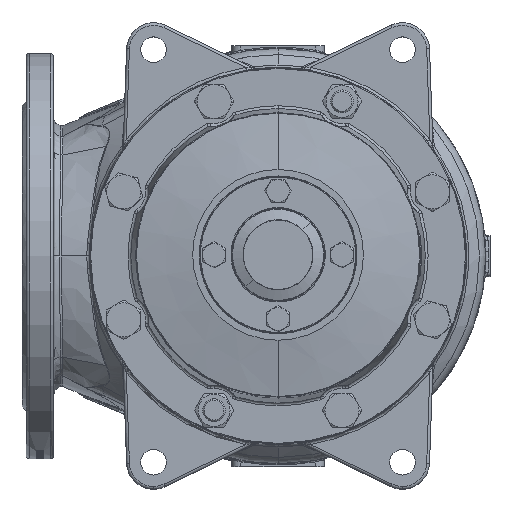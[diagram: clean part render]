
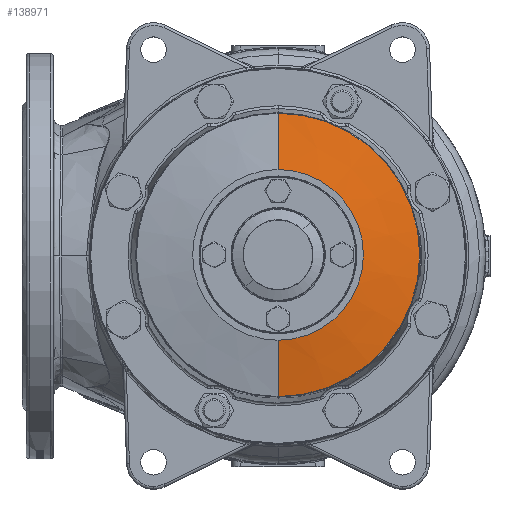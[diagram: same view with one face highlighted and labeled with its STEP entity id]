
A CAD part, top view. The second image highlights one B-rep face of the part: STEP entity #138971.
In plain terms, the highlighted conical face has half-angle 80 degrees and reference radius 60 mm.
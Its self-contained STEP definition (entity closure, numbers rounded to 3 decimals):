
#138184=CARTESIAN_POINT('',(0.,99.587,530.52));
#138185=VERTEX_POINT('',#138184);
#138193=CARTESIAN_POINT('',(0.,-99.587,530.52));
#138194=VERTEX_POINT('',#138193);
#138195=CARTESIAN_POINT('',(0.,0.,530.52));
#138196=DIRECTION('',(0.,0.,1.));
#138197=DIRECTION('',(0.,-1.,0.));
#138198=AXIS2_PLACEMENT_3D('',#138195,#138196,#138197);
#138199=CIRCLE('',#138198,99.587);
#138200=EDGE_CURVE('NONE',#138194,#138185,#138199,.T.);
#138940=CARTESIAN_POINT('',(0.,0.,537.5));
#138941=DIRECTION('',(0.,0.,-1.));
#138942=DIRECTION('',(0.,1.,0.));
#138943=AXIS2_PLACEMENT_3D('',#138940,#138941,#138942);
#138944=CONICAL_SURFACE('',#138943,60.,80.);
#138945=CARTESIAN_POINT('',(-0.,60.,537.5));
#138946=VERTEX_POINT('',#138945);
#138947=CARTESIAN_POINT('',(0.,-60.,537.5));
#138948=VERTEX_POINT('',#138947);
#138949=CARTESIAN_POINT('',(0.,0.,537.5));
#138950=DIRECTION('',(0.,0.,-1.));
#138951=DIRECTION('',(0.,1.,0.));
#138952=AXIS2_PLACEMENT_3D('',#138949,#138950,#138951);
#138953=CIRCLE('',#138952,60.);
#138954=EDGE_CURVE('NONE',#138946,#138948,#138953,.T.);
#138955=ORIENTED_EDGE('',*,*,#138954,.T.);
#138956=CARTESIAN_POINT('',(-0.,-60.,537.5));
#138957=DIRECTION('',(-0.,-0.985,-0.174));
#138958=VECTOR('',#138957,40.198);
#138959=LINE('',#138956,#138958);
#138960=EDGE_CURVE('NONE',#138948,#138194,#138959,.T.);
#138961=ORIENTED_EDGE('',*,*,#138960,.T.);
#138962=ORIENTED_EDGE('',*,*,#138200,.T.);
#138963=CARTESIAN_POINT('',(-0.,60.,537.5));
#138964=DIRECTION('',(-0.,0.985,-0.174));
#138965=VECTOR('',#138964,40.198);
#138966=LINE('',#138963,#138965);
#138967=EDGE_CURVE('NONE',#138946,#138185,#138966,.T.);
#138968=ORIENTED_EDGE('',*,*,#138967,.F.);
#138969=EDGE_LOOP('',(#138955,#138961,#138962,#138968));
#138970=FACE_BOUND('',#138969,.T.);
#138971=ADVANCED_FACE('NONE',(#138970),#138944,.T.);
